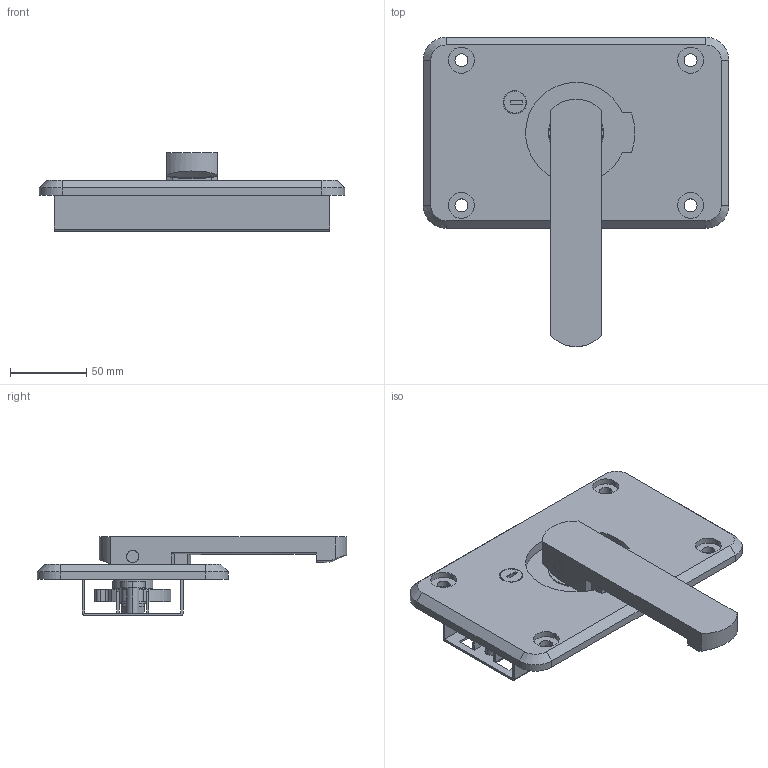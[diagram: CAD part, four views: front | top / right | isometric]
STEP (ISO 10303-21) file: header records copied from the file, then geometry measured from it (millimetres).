
FILE_DESCRIPTION (( 'STEP AP203' ), '1' );
FILE_NAME ('A-860-1.STEP', '2020-03-03T05:19:07', ( '' ), ( '' ), 'SwSTEP 2.0', 'SolidWorks 2018', '' );
FILE_SCHEMA (( 'CONFIG_CONTROL_DESIGN' ));
Length unit declared in the file: millimetre
Products named in the file (13): キャップ; 暯儚僢僔儍乕M8傒偑偒娵_t=1.2; A-860-1_回転板; A-860-1_取り付け板; 六角ボルト(M8)_M8×20; A-860-1_ハンドルピン; スプリングワッシャーM8_JIS B 1251 No.2 8; A-860-1; A-860-1_ハンドル軸; A-860-1_ハンドル; A-860-1_カラー; A-860-1_プレート; A-860-1_アーム
Assembly tree (13 placements, depth 2):
  A-860-1
    A-860-1_プレート
    A-860-1_カラー
    A-860-1_ハンドル
    A-860-1_ハンドル軸
    A-860-1_ハンドルピン
    A-860-1_回転板
    A-860-1_取り付け板
    A-860-1_アーム  x2
    六角ボルト(M8)_M8×20
    スプリングワッシャーM8_JIS B 1251 No.2 8
    暯儚僢僔儍乕M8傒偑偒娵_t=1.2
    キャップ
Bounding box: 200 x 202.5 x 51.5 mm (x, y, z)
Volume: 311654.7 mm3; surface area: 157460 mm2
Topology: 13 solids, 13 shells, 336 faces, 842 edges, 548 vertices
Faces by surface type: cylinder 160, plane 157, cone 15, bspline 2, torus 2
Entity records: 11282 total; most frequent: CARTESIAN_POINT 1891, DIRECTION 1741, ORIENTED_EDGE 1602, EDGE_CURVE 801, AXIS2_PLACEMENT_3D 638, VERTEX_POINT 522, LINE 465, VECTOR 465
